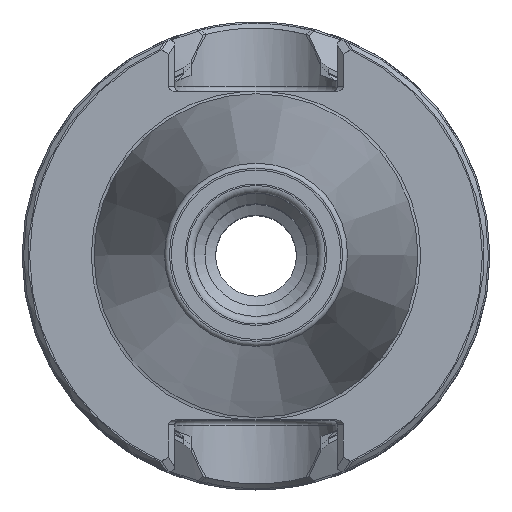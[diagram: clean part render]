
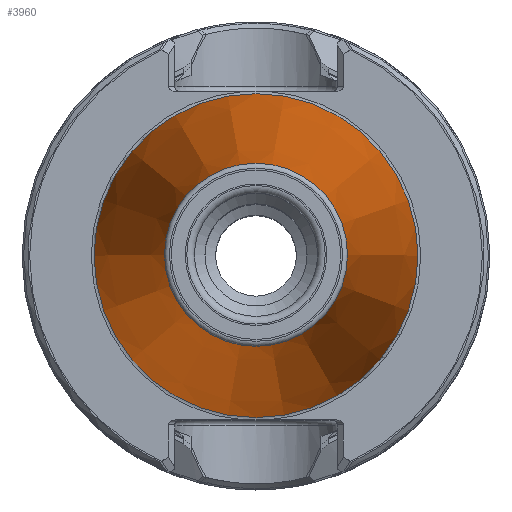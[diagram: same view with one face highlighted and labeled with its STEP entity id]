
A CAD part, top view. The second image highlights one B-rep face of the part: STEP entity #3960.
In plain terms, the highlighted conical face has half-angle 8.297 degrees and reference radius 9.058 mm.
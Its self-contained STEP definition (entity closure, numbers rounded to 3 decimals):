
#1028=ORIENTED_EDGE('',*,*,#1618,.T.);
#1029=ORIENTED_EDGE('',*,*,#1617,.F.);
#1617=EDGE_CURVE('',#1950,#1950,#2109,.T.);
#1618=EDGE_CURVE('',#1951,#1951,#2110,.T.);
#1950=VERTEX_POINT('',#6028);
#1951=VERTEX_POINT('',#6031);
#2109=CIRCLE('',#4240,9.058);
#2110=CIRCLE('',#4242,16.025);
#2278=EDGE_LOOP('',(#1028));
#2279=EDGE_LOOP('',(#1029));
#2508=FACE_BOUND('',#2278,.T.);
#2509=FACE_BOUND('',#2279,.T.);
#2622=CONICAL_SURFACE('',#4241,9.058,0.145);
#3960=ADVANCED_FACE('',(#2508,#2509),#2622,.T.);
#4240=AXIS2_PLACEMENT_3D('',#6027,#4822,#4823);
#4241=AXIS2_PLACEMENT_3D('',#6029,#4824,#4825);
#4242=AXIS2_PLACEMENT_3D('',#6030,#4826,#4827);
#4822=DIRECTION('',(0.,0.,1.));
#4823=DIRECTION('',(1.,0.,0.));
#4824=DIRECTION('',(0.,0.,-1.));
#4825=DIRECTION('',(-1.,0.,0.));
#4826=DIRECTION('',(0.,0.,1.));
#4827=DIRECTION('',(1.,0.,0.));
#6027=CARTESIAN_POINT('',(0.,0.,48.172));
#6028=CARTESIAN_POINT('',(9.058,0.,48.172));
#6029=CARTESIAN_POINT('',(0.,0.,48.172));
#6030=CARTESIAN_POINT('',(0.,0.,0.4));
#6031=CARTESIAN_POINT('',(16.025,0.,0.4));
